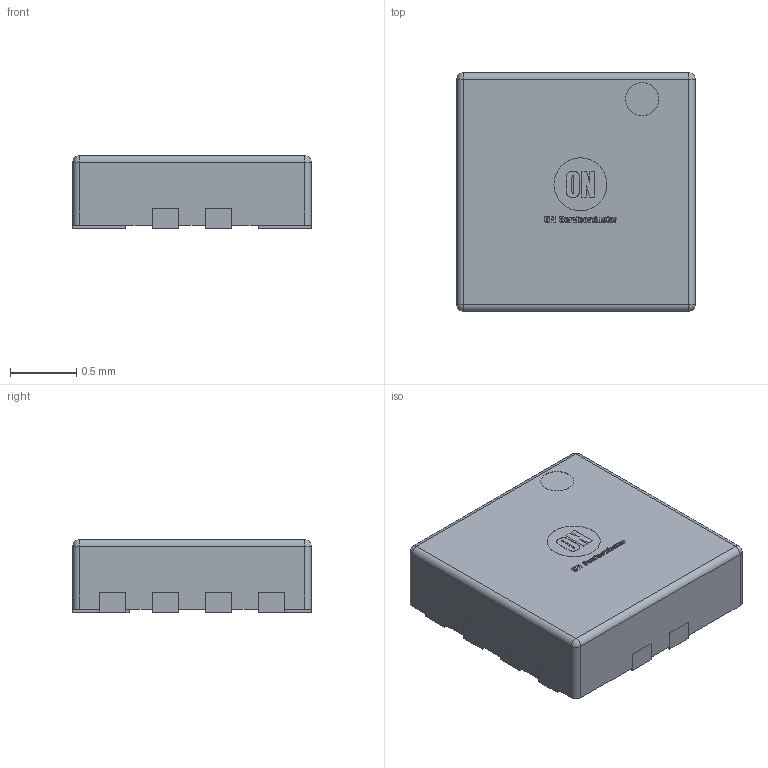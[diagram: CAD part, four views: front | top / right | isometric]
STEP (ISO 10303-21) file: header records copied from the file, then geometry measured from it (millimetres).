
FILE_DESCRIPTION(/* description */ (''),/* implementation_level */ '2;1');
FILE_NAME(/* name */ 'UQFN12.stp',/* time_stamp */ '2021-06-08T10:26:48+03:00',/* author */ ('thall'),/* organization */ (''),/* preprocessor_version */ 'ST-DEVELOPER v18.1',/* originating_system */ 'Autodesk Inventor 2021',/* authorisation */ '');
FILE_SCHEMA (('AUTOMOTIVE_DESIGN { 1 0 10303 214 3 1 1 }'));
Length unit declared in the file: millimetre
Products named in the file (5): UQFN12; Package; Pins; Marking; Logo
Assembly tree (4 placements, depth 2):
  UQFN12
    Package
    Pins
    Marking
    Logo
Bounding box: 1.8 x 1.8 x 0.55 mm (x, y, z)
Volume: 1.7 mm3; surface area: 15.6 mm2
Topology: 32 solids, 32 shells, 496 faces, 1286 edges, 854 vertices
Faces by surface type: plane 285, bspline 198, cylinder 9, sphere 4
Full cylindrical faces by diameter (mm): 0.25 x1
Entity records: 17819 total; most frequent: CARTESIAN_POINT 6557, ORIENTED_EDGE 2572, DIRECTION 1688, EDGE_CURVE 1286, LINE 870, VECTOR 870, VERTEX_POINT 854, EDGE_LOOP 510
